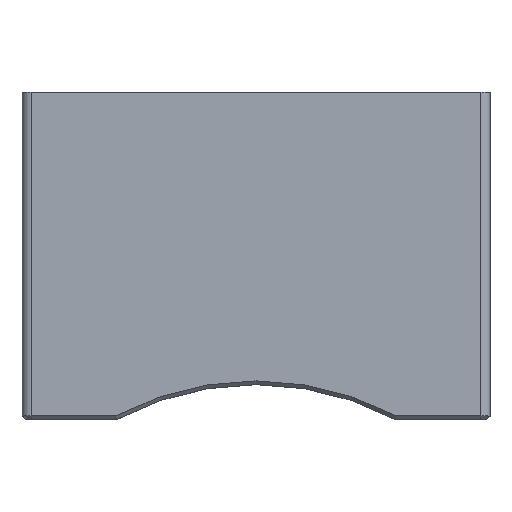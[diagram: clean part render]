
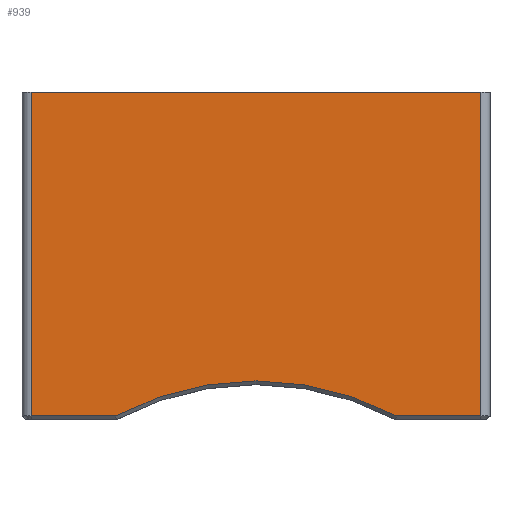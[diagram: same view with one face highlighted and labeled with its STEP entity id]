
A CAD part, top view. The second image highlights one B-rep face of the part: STEP entity #939.
In plain terms, the highlighted planar face has unit normal (0, 0, 1).
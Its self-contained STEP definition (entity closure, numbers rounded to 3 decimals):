
#32=LINE('',#1412,#135);
#35=LINE('',#1418,#138);
#36=LINE('',#1420,#139);
#37=LINE('',#1422,#140);
#38=LINE('',#1423,#141);
#135=VECTOR('',#1118,10.);
#138=VECTOR('',#1123,10.);
#139=VECTOR('',#1124,10.);
#140=VECTOR('',#1125,10.);
#141=VECTOR('',#1126,10.);
#235=PLANE('',#1014);
#273=FACE_OUTER_BOUND('',#330,.T.);
#330=EDGE_LOOP('',(#664,#665,#666,#667,#668,#669));
#385=CIRCLE('',#1012,31.9);
#427=VERTEX_POINT('',#1401);
#428=VERTEX_POINT('',#1405);
#429=VERTEX_POINT('',#1411);
#431=VERTEX_POINT('',#1417);
#432=VERTEX_POINT('',#1419);
#433=VERTEX_POINT('',#1421);
#515=EDGE_CURVE('',#427,#428,#385,.T.);
#517=EDGE_CURVE('',#428,#429,#32,.T.);
#520=EDGE_CURVE('',#431,#427,#35,.T.);
#521=EDGE_CURVE('',#432,#431,#36,.T.);
#522=EDGE_CURVE('',#432,#433,#37,.T.);
#523=EDGE_CURVE('',#429,#433,#38,.T.);
#664=ORIENTED_EDGE('',*,*,#515,.F.);
#665=ORIENTED_EDGE('',*,*,#520,.F.);
#666=ORIENTED_EDGE('',*,*,#521,.F.);
#667=ORIENTED_EDGE('',*,*,#522,.T.);
#668=ORIENTED_EDGE('',*,*,#523,.F.);
#669=ORIENTED_EDGE('',*,*,#517,.F.);
#939=ADVANCED_FACE('',(#273),#235,.T.);
#1012=AXIS2_PLACEMENT_3D('',#1406,#1114,#1115);
#1014=AXIS2_PLACEMENT_3D('',#1416,#1121,#1122);
#1114=DIRECTION('center_axis',(0.,0.,
1.));
#1115=DIRECTION('ref_axis',(-1.,0.,0.));
#1118=DIRECTION('',(-1.,0.,0.));
#1121=DIRECTION('center_axis',(0.,0.,
1.));
#1122=DIRECTION('ref_axis',(1.,0.,0.));
#1123=DIRECTION('',(-1.,0.,0.));
#1124=DIRECTION('',(0.,-1.,0.));
#1125=DIRECTION('',(-1.,0.,0.));
#1126=DIRECTION('',(0.,1.,0.));
#1401=CARTESIAN_POINT('',(95.006,30.2,69.));
#1405=CARTESIAN_POINT('',(64.994,30.2,69.));
#1406=CARTESIAN_POINT('Origin',(80.,2.05,69.));
#1411=CARTESIAN_POINT('',(56.,30.2,69.));
#1412=CARTESIAN_POINT('',(67.5,30.2,69.));
#1416=CARTESIAN_POINT('Origin',(55.,29.8,69.));
#1417=CARTESIAN_POINT('',(104.,30.2,69.));
#1418=CARTESIAN_POINT('',(67.5,30.2,69.));
#1419=CARTESIAN_POINT('',(104.,64.8,69.));
#1420=CARTESIAN_POINT('',(104.,29.8,69.));
#1421=CARTESIAN_POINT('',(56.,64.8,69.));
#1422=CARTESIAN_POINT('',(67.5,64.8,69.));
#1423=CARTESIAN_POINT('',(56.,29.8,69.));
